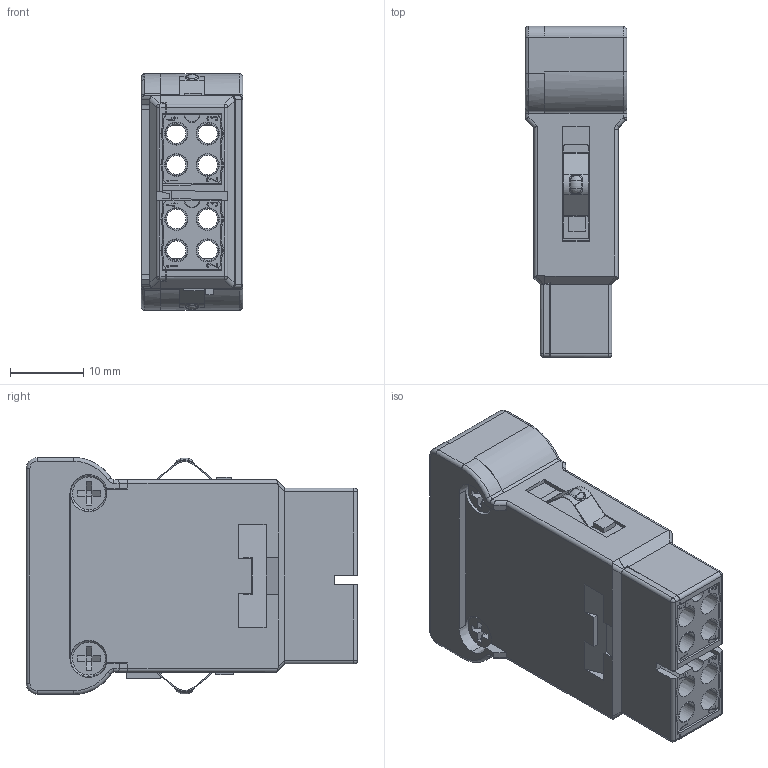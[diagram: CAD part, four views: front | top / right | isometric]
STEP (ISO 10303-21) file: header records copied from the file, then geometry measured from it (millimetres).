
FILE_DESCRIPTION((''),'2;1');
FILE_NAME('S_HMMB008FC1_15_1','2018-02-26T14:18:54',('sx.huang'),(''),'CREO PARAMETRIC BY PTC INC, 2016510','CREO PARAMETRIC BY PTC INC, 2016510','');
FILE_SCHEMA(('AUTOMOTIVE_DESIGN { 1 0 10303 214 1 1 1 1 }'));
Length unit declared in the file: millimetre
Products named in the file (1): S_HMMB008FC1_15_1
Bounding box: 13.9 x 45.34 x 32.4 mm (x, y, z)
Volume: 8612 mm3; surface area: 14168.9 mm2
Topology: 1 solids, 23 shells, 974 faces, 2576 edges, 1636 vertices
Faces by surface type: plane 507, cylinder 196, cone 137, bspline 86, torus 34, sphere 14
Entity records: 48638 total; most frequent: CARTESIAN_POINT 14333, ORIENTED_EDGE 5084, DIRECTION 4655, PRESENTATION_STYLE_ASSIGNMENT 2950, STYLED_ITEM 2559, CURVE_STYLE 2554, EDGE_CURVE 2554, VECTOR 1638
